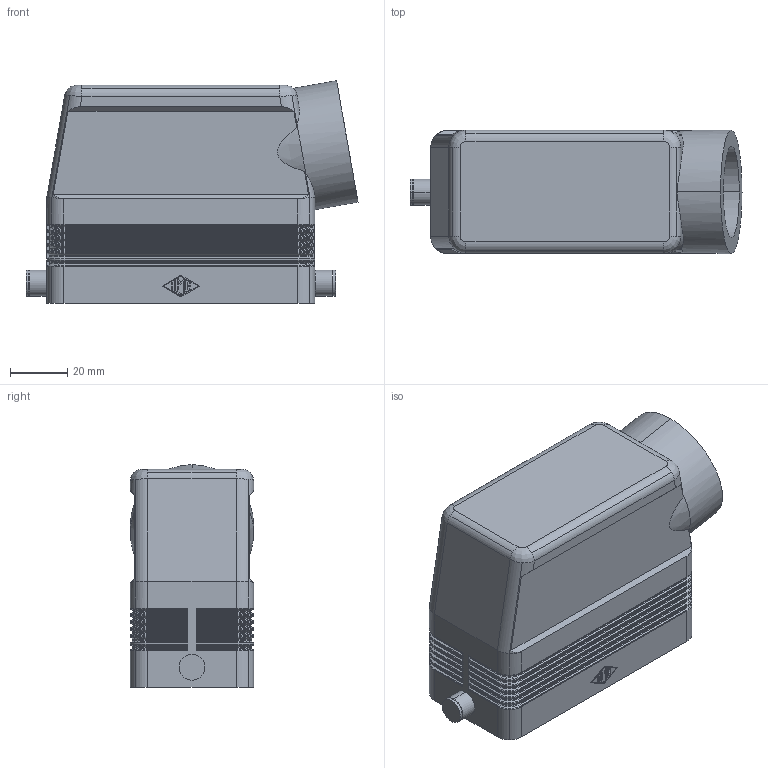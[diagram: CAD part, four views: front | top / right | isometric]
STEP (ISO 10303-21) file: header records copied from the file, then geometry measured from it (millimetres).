
FILE_DESCRIPTION((''),'2;1');
FILE_NAME('MMAO 06 L32.stp','2006-12-22T11:31:26',('gembarski'),(''),'Autodesk Inventor 7','Autodesk Inventor 7','');
FILE_SCHEMA(('AUTOMOTIVE_DESIGN { 1 0 10303 214 1 1 1 1 }'));
Length unit declared in the file: millimetre
Products named in the file (1): MMAO 06 L32
Bounding box: 115.77 x 43 x 77.61 mm (x, y, z)
Volume: 79625.7 mm3; surface area: 49537.1 mm2
Topology: 1 solids, 1 shells, 857 faces, 2097 edges, 1258 vertices
Faces by surface type: cylinder 424, bspline 201, plane 154, torus 48, cone 30
Entity records: 28250 total; most frequent: CARTESIAN_POINT 8144, DIRECTION 4391, ORIENTED_EDGE 4178, EDGE_CURVE 2089, AXIS2_PLACEMENT_3D 1675, VERTEX_POINT 1258, VECTOR 1041, LINE 1041
